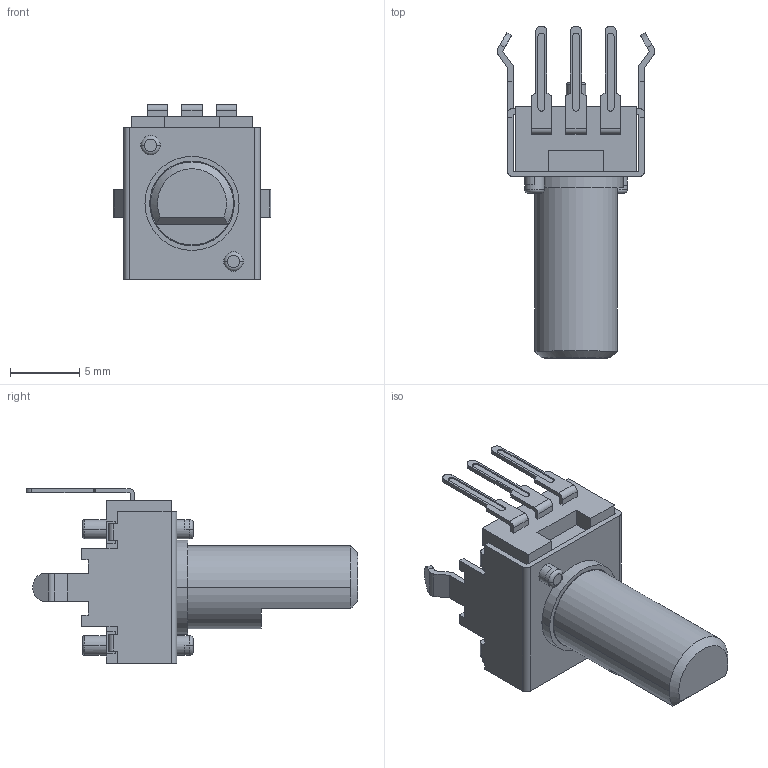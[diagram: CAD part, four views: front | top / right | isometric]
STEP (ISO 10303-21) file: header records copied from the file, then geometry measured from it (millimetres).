
FILE_DESCRIPTION((''),'2;1');
FILE_NAME('PTV09A-4X20F-XXXCX','2016-03-23T',('rickb'),('Bourns, Inc.'),'PRO/ENGINEER BY PARAMETRIC TECHNOLOGY CORPORATION, 2012230','PRO/ENGINEER BY PARAMETRIC TECHNOLOGY CORPORATION, 2012230','');
FILE_SCHEMA(('CONFIG_CONTROL_DESIGN'));
Length unit declared in the file: millimetre
Products named in the file (1): PTV09A-4X20F-XXXCX
Bounding box: 11.4 x 23.99 x 12.65 mm (x, y, z)
Volume: 754.8 mm3; surface area: 1365.5 mm2
Topology: 2 solids, 4 shells, 236 faces, 630 edges, 422 vertices
Faces by surface type: plane 166, cylinder 61, torus 8, cone 1
Entity records: 7434 total; most frequent: CARTESIAN_POINT 1343, ORIENTED_EDGE 1260, DIRECTION 1249, EDGE_CURVE 630, VECTOR 471, LINE 471, VERTEX_POINT 422, AXIS2_PLACEMENT_3D 389
